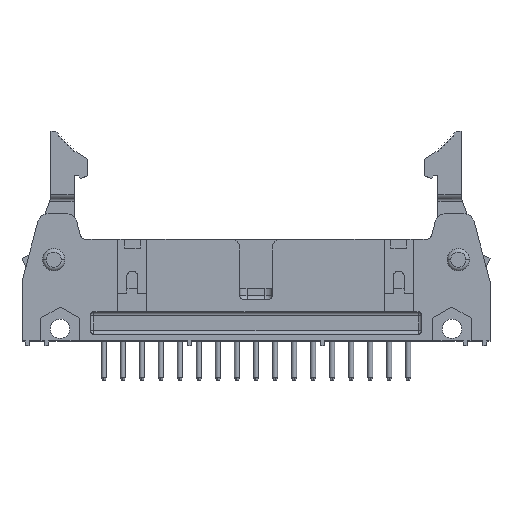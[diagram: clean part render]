
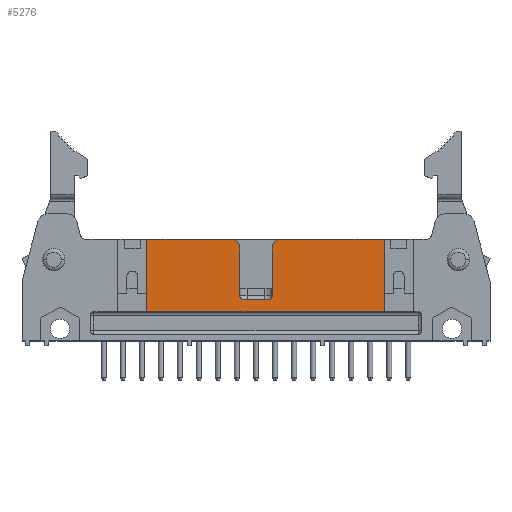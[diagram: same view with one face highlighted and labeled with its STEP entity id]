
A CAD part, top view. The second image highlights one B-rep face of the part: STEP entity #5276.
In plain terms, the highlighted planar face has unit normal (0, 0, 1).
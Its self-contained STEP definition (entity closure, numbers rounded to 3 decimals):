
#169 = VERTEX_POINT ( 'NONE', #5629 ) ;
#206 = EDGE_CURVE ( 'NONE', #6013, #8063, #1944, .T. ) ;
#296 = DIRECTION ( 'NONE',  ( 1., 0., 0. ) ) ;
#422 = EDGE_CURVE ( 'NONE', #7661, #7536, #8138, .T. ) ;
#434 = ORIENTED_EDGE ( 'NONE', *, *, #206, .T. ) ;
#455 = CARTESIAN_POINT ( 'NONE',  ( -14.56, 14.15, 4.375 ) ) ;
#762 = LINE ( 'NONE', #8572, #6732 ) ;
#777 = CARTESIAN_POINT ( 'NONE',  ( -2.175, 6.15, 4.375 ) ) ;
#828 = EDGE_CURVE ( 'NONE', #8063, #7661, #5616, .T. ) ;
#843 = EDGE_CURVE ( 'NONE', #10072, #5726, #7686, .T. ) ;
#1044 = ORIENTED_EDGE ( 'NONE', *, *, #3729, .F. ) ;
#1106 = VERTEX_POINT ( 'NONE', #3858 ) ;
#1256 = CARTESIAN_POINT ( 'NONE',  ( 1.675, 6.65, 4.375 ) ) ;
#1364 = ORIENTED_EDGE ( 'NONE', *, *, #828, .T. ) ;
#1483 = DIRECTION ( 'NONE',  ( 0., 0., 1. ) ) ;
#1494 = CARTESIAN_POINT ( 'NONE',  ( 2.175, 6.15, 4.375 ) ) ;
#1495 = CARTESIAN_POINT ( 'NONE',  ( 1.675, 6.15, 4.375 ) ) ;
#1599 = DIRECTION ( 'NONE',  ( 0., 1., 0. ) ) ;
#1934 = DIRECTION ( 'NONE',  ( 1., 0., 0. ) ) ;
#1944 = CIRCLE ( 'NONE', #5678, 0.5 ) ;
#2174 = EDGE_CURVE ( 'NONE', #7393, #2512, #4684, .T. ) ;
#2376 = VECTOR ( 'NONE', #7304, 1000. ) ;
#2464 = DIRECTION ( 'NONE',  ( 0., -1., 0. ) ) ;
#2512 = VERTEX_POINT ( 'NONE', #3171 ) ;
#2526 = EDGE_CURVE ( 'NONE', #7536, #6194, #6784, .T. ) ;
#2590 = ORIENTED_EDGE ( 'NONE', *, *, #7024, .F. ) ;
#2727 = ORIENTED_EDGE ( 'NONE', *, *, #4850, .T. ) ;
#2765 = AXIS2_PLACEMENT_3D ( 'NONE', #8071, #1483, #4631 ) ;
#2789 = CARTESIAN_POINT ( 'NONE',  ( 2.175, 13.15, 4.375 ) ) ;
#3171 = CARTESIAN_POINT ( 'NONE',  ( 17.1, 4.5, 4.375 ) ) ;
#3215 = ORIENTED_EDGE ( 'NONE', *, *, #843, .F. ) ;
#3313 = ORIENTED_EDGE ( 'NONE', *, *, #7447, .T. ) ;
#3342 = LINE ( 'NONE', #5227, #8775 ) ;
#3448 = CARTESIAN_POINT ( 'NONE',  ( -1.675, 6.15, 4.375 ) ) ;
#3522 = VECTOR ( 'NONE', #8232, 1000. ) ;
#3668 = ORIENTED_EDGE ( 'NONE', *, *, #422, .T. ) ;
#3729 = EDGE_CURVE ( 'NONE', #3834, #10072, #4523, .T. ) ;
#3747 = DIRECTION ( 'NONE',  ( 1., 0., 0. ) ) ;
#3796 = ORIENTED_EDGE ( 'NONE', *, *, #2174, .F. ) ;
#3834 = VERTEX_POINT ( 'NONE', #1495 ) ;
#3858 = CARTESIAN_POINT ( 'NONE',  ( 3.175, 14.15, 4.375 ) ) ;
#4414 = DIRECTION ( 'NONE',  ( 1., 0., 0. ) ) ;
#4458 = VECTOR ( 'NONE', #3747, 1000. ) ;
#4485 = CARTESIAN_POINT ( 'NONE',  ( -25.365, 4.5, 4.375 ) ) ;
#4486 = EDGE_CURVE ( 'NONE', #6013, #3834, #3342, .T. ) ;
#4523 = CIRCLE ( 'NONE', #6562, 0.5 ) ;
#4582 = VECTOR ( 'NONE', #4414, 1000. ) ;
#4631 = DIRECTION ( 'NONE',  ( -1., 0., 0. ) ) ;
#4684 = LINE ( 'NONE', #7429, #8701 ) ;
#4850 = EDGE_CURVE ( 'NONE', #6194, #169, #762, .T. ) ;
#4950 = AXIS2_PLACEMENT_3D ( 'NONE', #5180, #6924, #1934 ) ;
#5180 = CARTESIAN_POINT ( 'NONE',  ( 3.175, 13.15, 4.375 ) ) ;
#5227 = CARTESIAN_POINT ( 'NONE',  ( 0., 6.15, 4.375 ) ) ;
#5266 = FACE_OUTER_BOUND ( 'NONE', #8404, .T. ) ;
#5276 = ADVANCED_FACE ( 'NONE', ( #5266 ), #6454, .F. ) ;
#5379 = DIRECTION ( 'NONE',  ( 0., -1., 0. ) ) ;
#5616 = LINE ( 'NONE', #777, #9586 ) ;
#5629 = CARTESIAN_POINT ( 'NONE',  ( -14.56, 4.5, 4.375 ) ) ;
#5641 = DIRECTION ( 'NONE',  ( 0., 0., -1. ) ) ;
#5644 = CARTESIAN_POINT ( 'NONE',  ( 17.1, 14.15, 4.375 ) ) ;
#5678 = AXIS2_PLACEMENT_3D ( 'NONE', #8288, #8367, #9169 ) ;
#5716 = EDGE_CURVE ( 'NONE', #5726, #1106, #9870, .T. ) ;
#5726 = VERTEX_POINT ( 'NONE', #2789 ) ;
#6013 = VERTEX_POINT ( 'NONE', #3448 ) ;
#6194 = VERTEX_POINT ( 'NONE', #455 ) ;
#6269 = DIRECTION ( 'NONE',  ( 1., 0., 0. ) ) ;
#6454 = PLANE ( 'NONE',  #7939 ) ;
#6541 = LINE ( 'NONE', #4485, #4582 ) ;
#6562 = AXIS2_PLACEMENT_3D ( 'NONE', #1256, #7075, #6269 ) ;
#6732 = VECTOR ( 'NONE', #5379, 1000. ) ;
#6784 = LINE ( 'NONE', #8126, #3522 ) ;
#6924 = DIRECTION ( 'NONE',  ( 0., 0., -1. ) ) ;
#7024 = EDGE_CURVE ( 'NONE', #1106, #7393, #10638, .T. ) ;
#7075 = DIRECTION ( 'NONE',  ( 0., 0., 1. ) ) ;
#7213 = CARTESIAN_POINT ( 'NONE',  ( -2.175, 6.65, 4.375 ) ) ;
#7304 = DIRECTION ( 'NONE',  ( 0., 1., 0. ) ) ;
#7393 = VERTEX_POINT ( 'NONE', #5644 ) ;
#7429 = CARTESIAN_POINT ( 'NONE',  ( 17.1, 4.5, 4.375 ) ) ;
#7447 = EDGE_CURVE ( 'NONE', #169, #2512, #6541, .T. ) ;
#7536 = VERTEX_POINT ( 'NONE', #7858 ) ;
#7537 = CARTESIAN_POINT ( 'NONE',  ( 2.175, 6.65, 4.375 ) ) ;
#7661 = VERTEX_POINT ( 'NONE', #9103 ) ;
#7686 = LINE ( 'NONE', #1494, #2376 ) ;
#7858 = CARTESIAN_POINT ( 'NONE',  ( -3.175, 14.15, 4.375 ) ) ;
#7939 = AXIS2_PLACEMENT_3D ( 'NONE', #10636, #5641, #10594 ) ;
#7954 = ORIENTED_EDGE ( 'NONE', *, *, #5716, .F. ) ;
#8063 = VERTEX_POINT ( 'NONE', #7213 ) ;
#8071 = CARTESIAN_POINT ( 'NONE',  ( -3.175, 13.15, 4.375 ) ) ;
#8126 = CARTESIAN_POINT ( 'NONE',  ( -22.715, 14.15, 4.375 ) ) ;
#8138 = CIRCLE ( 'NONE', #2765, 1. ) ;
#8232 = DIRECTION ( 'NONE',  ( -1., 0., 0. ) ) ;
#8288 = CARTESIAN_POINT ( 'NONE',  ( -1.675, 6.65, 4.375 ) ) ;
#8367 = DIRECTION ( 'NONE',  ( 0., 0., -1. ) ) ;
#8404 = EDGE_LOOP ( 'NONE', ( #2727, #3313, #3796, #2590, #7954, #3215, #1044, #8441, #434, #1364, #3668, #8604 ) ) ;
#8441 = ORIENTED_EDGE ( 'NONE', *, *, #4486, .F. ) ;
#8572 = CARTESIAN_POINT ( 'NONE',  ( -14.56, 4.5, 4.375 ) ) ;
#8604 = ORIENTED_EDGE ( 'NONE', *, *, #2526, .T. ) ;
#8701 = VECTOR ( 'NONE', #2464, 1000. ) ;
#8775 = VECTOR ( 'NONE', #296, 1000. ) ;
#9103 = CARTESIAN_POINT ( 'NONE',  ( -2.175, 13.15, 4.375 ) ) ;
#9169 = DIRECTION ( 'NONE',  ( -1., 0., 0. ) ) ;
#9586 = VECTOR ( 'NONE', #1599, 1000. ) ;
#9870 = CIRCLE ( 'NONE', #4950, 1. ) ;
#10072 = VERTEX_POINT ( 'NONE', #7537 ) ;
#10321 = CARTESIAN_POINT ( 'NONE',  ( 22.715, 14.15, 4.375 ) ) ;
#10594 = DIRECTION ( 'NONE',  ( -1., 0., 0. ) ) ;
#10636 = CARTESIAN_POINT ( 'NONE',  ( -25.365, 16.1, 4.375 ) ) ;
#10638 = LINE ( 'NONE', #10321, #4458 ) ;
